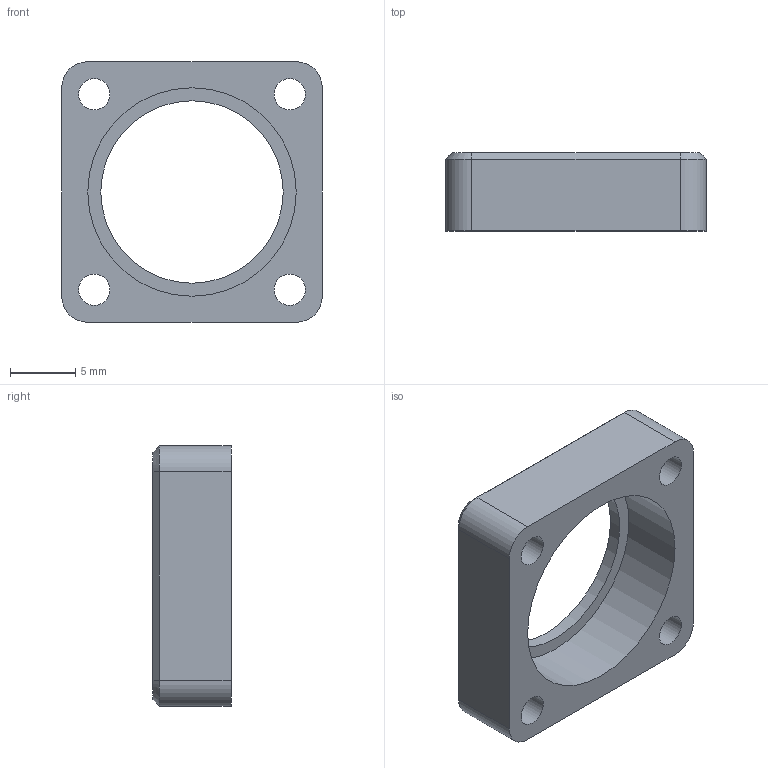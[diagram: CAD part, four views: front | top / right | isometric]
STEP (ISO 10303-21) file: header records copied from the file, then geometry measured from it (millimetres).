
FILE_DESCRIPTION(/* description */ (''),/* implementation_level */ '2;1');
FILE_NAME(/* name */ 'bearinghousing2_ipt_1d2ea651.STEP',/* time_stamp */ '2022-06-02T14:50:14+03:00',/* author */ ('Sulieman DAHER'),/* organization */ (''),/* preprocessor_version */ 'ST-DEVELOPER v16.13',/* originating_system */ 'Autodesk Inventor 2018',/* authorisation */ '');
FILE_SCHEMA (('AUTOMOTIVE_DESIGN { 1 0 10303 214 3 1 1 }'));
Length unit declared in the file: millimetre
Products named in the file (1): bearinghousing2
Bounding box: 20 x 6 x 20 mm (x, y, z)
Volume: 1102.1 mm3; surface area: 1362 mm2
Topology: 1 solids, 1 shells, 25 faces, 63 edges, 41 vertices
Faces by surface type: plane 11, cylinder 10, cone 4
Full cylindrical faces by diameter (mm): 2.4 x4, 14 x1, 16 x1
Entity records: 741 total; most frequent: DIRECTION 128, CARTESIAN_POINT 114, ORIENTED_EDGE 104, EDGE_CURVE 52, AXIS2_PLACEMENT_3D 50, EDGE_LOOP 42, VERTEX_POINT 36, LINE 28
